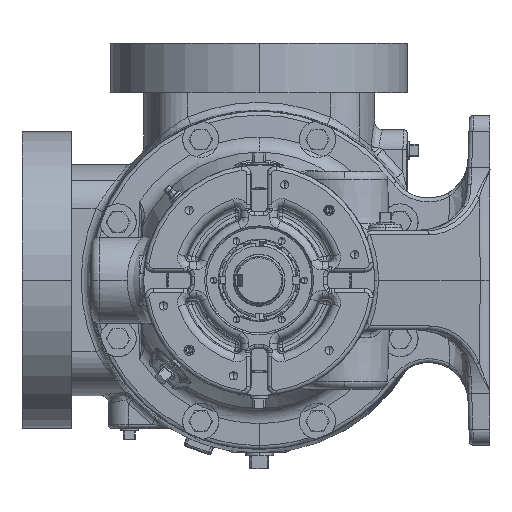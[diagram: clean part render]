
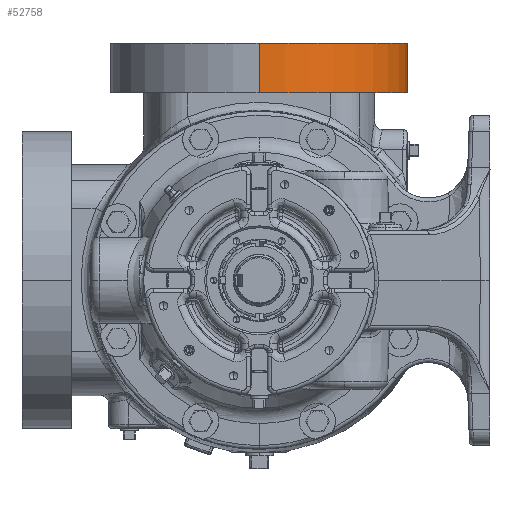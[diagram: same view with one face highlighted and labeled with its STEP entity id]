
A CAD part, left-side view. The second image highlights one B-rep face of the part: STEP entity #52758.
In plain terms, the highlighted cylindrical face has radius 114.3 mm (diameter 228.6 mm), a partial arc.
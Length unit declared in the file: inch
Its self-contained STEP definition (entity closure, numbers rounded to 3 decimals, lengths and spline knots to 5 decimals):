
#15193 = VERTEX_POINT ( 'NONE', #75683 ) ;
#40107 = CARTESIAN_POINT ( 'NONE',  ( 7.845, 0., 5.23278 ) ) ;
#52758 = ADVANCED_FACE ( 'NONE', ( #207296 ), #144896, .T. ) ;
#61376 = CARTESIAN_POINT ( 'NONE',  ( 7.845, 0., 5.6875 ) ) ;
#71148 = VERTEX_POINT ( 'NONE', #61376 ) ;
#75683 = CARTESIAN_POINT ( 'NONE',  ( 7.845, 0., 7.1875 ) ) ;
#84827 = DIRECTION ( 'NONE',  ( 0., 0., -1. ) ) ;
#85798 = LINE ( 'NONE', #40107, #151321 ) ;
#104213 = CARTESIAN_POINT ( 'NONE',  ( -1.155, 0., 5.23278 ) ) ;
#105786 = CARTESIAN_POINT ( 'NONE',  ( -1.155, 0., 7.1875 ) ) ;
#117501 = CIRCLE ( 'NONE', #272405, 4.5 ) ;
#121598 = AXIS2_PLACEMENT_3D ( 'NONE', #151250, #84827, #259368 ) ;
#123269 = VERTEX_POINT ( 'NONE', #154448 ) ;
#134402 = EDGE_LOOP ( 'NONE', ( #156149, #134748, #252399, #271008 ) ) ;
#134748 = ORIENTED_EDGE ( 'NONE', *, *, #262862, .T. ) ;
#144896 = CYLINDRICAL_SURFACE ( 'NONE', #225462, 4.5 ) ;
#151250 = CARTESIAN_POINT ( 'NONE',  ( 3.345, 0., 7.1875 ) ) ;
#151321 = VECTOR ( 'NONE', #192526, 39.37008 ) ;
#154448 = CARTESIAN_POINT ( 'NONE',  ( -1.155, 0., 5.6875 ) ) ;
#156149 = ORIENTED_EDGE ( 'NONE', *, *, #230545, .F. ) ;
#160771 = VECTOR ( 'NONE', #226219, 39.37008 ) ;
#166584 = VERTEX_POINT ( 'NONE', #105786 ) ;
#172975 = EDGE_CURVE ( 'NONE', #166584, #123269, #230337, .T. ) ;
#182451 = DIRECTION ( 'NONE',  ( -1., 0., 0. ) ) ;
#192526 = DIRECTION ( 'NONE',  ( 0., 0., -1. ) ) ;
#200964 = DIRECTION ( 'NONE',  ( 0., 0., -1. ) ) ;
#205968 = CARTESIAN_POINT ( 'NONE',  ( 3.345, 0., 5.23278 ) ) ;
#207296 = FACE_OUTER_BOUND ( 'NONE', #134402, .T. ) ;
#225462 = AXIS2_PLACEMENT_3D ( 'NONE', #205968, #229405, #182451 ) ;
#226219 = DIRECTION ( 'NONE',  ( 0., 0., -1. ) ) ;
#229405 = DIRECTION ( 'NONE',  ( 0., 0., -1. ) ) ;
#230337 = LINE ( 'NONE', #104213, #160771 ) ;
#230545 = EDGE_CURVE ( 'NONE', #15193, #71148, #85798, .T. ) ;
#234355 = EDGE_CURVE ( 'NONE', #71148, #123269, #117501, .T. ) ;
#239716 = CARTESIAN_POINT ( 'NONE',  ( 3.345, 0., 5.6875 ) ) ;
#241134 = CIRCLE ( 'NONE', #121598, 4.5 ) ;
#252399 = ORIENTED_EDGE ( 'NONE', *, *, #172975, .T. ) ;
#259368 = DIRECTION ( 'NONE',  ( -1., 0., 0. ) ) ;
#262862 = EDGE_CURVE ( 'NONE', #15193, #166584, #241134, .T. ) ;
#263301 = DIRECTION ( 'NONE',  ( -1., 0., 0. ) ) ;
#271008 = ORIENTED_EDGE ( 'NONE', *, *, #234355, .F. ) ;
#272405 = AXIS2_PLACEMENT_3D ( 'NONE', #239716, #200964, #263301 ) ;
